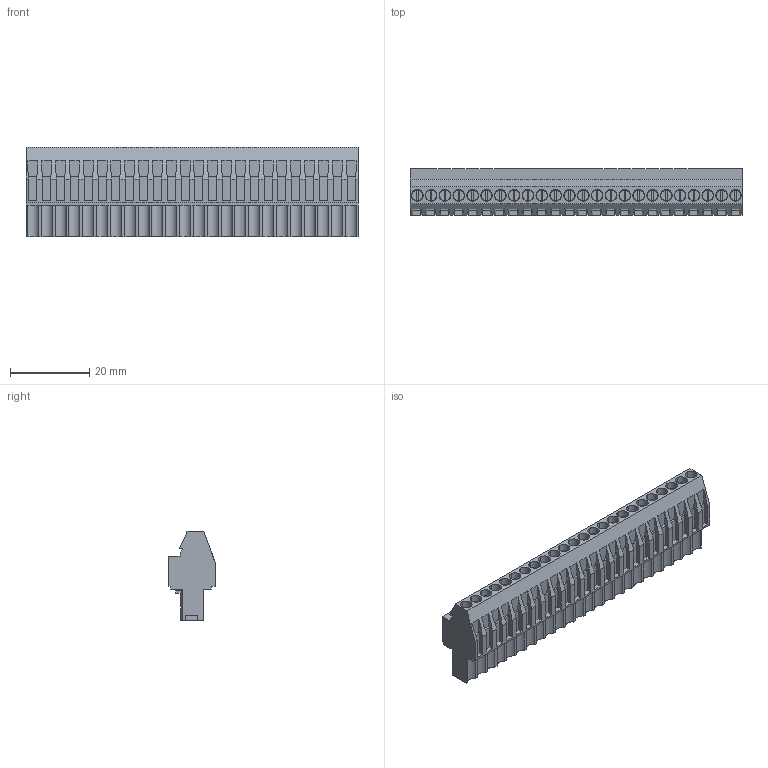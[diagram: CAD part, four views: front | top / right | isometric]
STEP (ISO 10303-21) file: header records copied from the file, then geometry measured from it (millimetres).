
FILE_DESCRIPTION(('CATIA V5 STEP Exchange','CAx-IF Rec.Pracs.--- Model Styling and Organization---1.2---2011-12-15'),'2;1');
FILE_NAME ('D1454043_0_1639000000_1639000000.stp','2017-03-10T10:21:51+00:00',('none'),('Weidmueller'),'CATIA Version 5-6 Release 2014','CATIA V5 STEP AP214','none');
FILE_SCHEMA(('AUTOMOTIVE_DESIGN { 1 0 10303 214 1 1 1 1 }'));
Length unit declared in the file: millimetre
Products named in the file (1): 1639000000
Bounding box: 84 x 11.83 x 22.6 mm (x, y, z)
Volume: 12922.8 mm3; surface area: 9558.7 mm2
Topology: 25 solids, 25 shells, 1366 faces, 3775 edges, 2555 vertices
Faces by surface type: plane 1174, cylinder 192
Entity records: 39459 total; most frequent: ORIENTED_EDGE 7550, CARTESIAN_POINT 7036, DIRECTION 5185, EDGE_CURVE 3775, VECTOR 3151, LINE 3151, VERTEX_POINT 2555, EDGE_LOOP 1462
